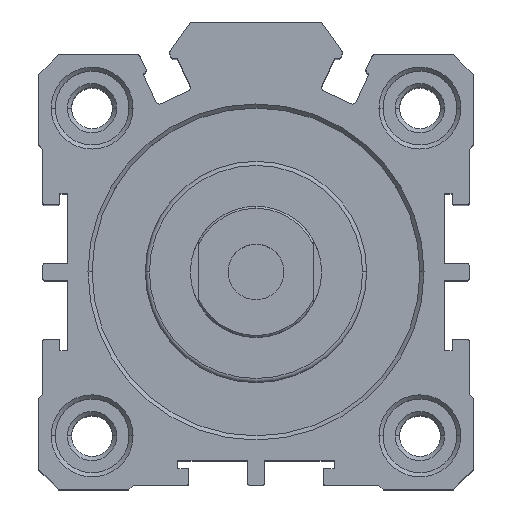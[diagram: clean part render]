
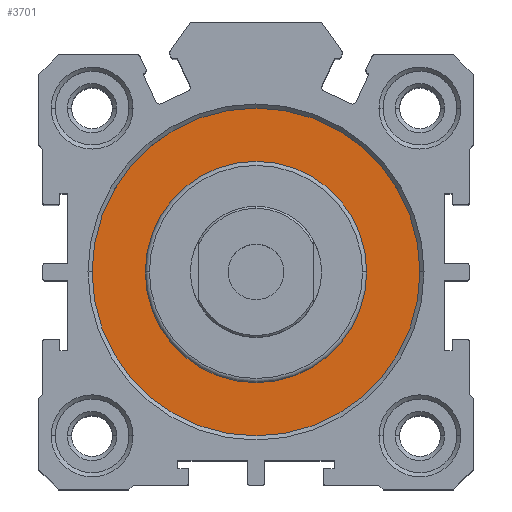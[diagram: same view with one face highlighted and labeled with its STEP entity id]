
A CAD part, top view. The second image highlights one B-rep face of the part: STEP entity #3701.
In plain terms, the highlighted planar face has unit normal (0, 0, 1).
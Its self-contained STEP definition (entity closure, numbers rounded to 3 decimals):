
#89 = CIRCLE ( 'NONE', #4111, 20. ) ;
#109 = DIRECTION ( 'NONE',  ( 0., 0., 1. ) ) ;
#154 = CARTESIAN_POINT ( 'NONE',  ( 20., 0., 26.2 ) ) ;
#281 = DIRECTION ( 'NONE',  ( 0., 0., 1. ) ) ;
#661 = FACE_OUTER_BOUND ( 'NONE', #2452, .T. ) ;
#720 = ORIENTED_EDGE ( 'NONE', *, *, #5035, .T. ) ;
#783 = CARTESIAN_POINT ( 'NONE',  ( -20., 0., 26.2 ) ) ;
#1370 = VERTEX_POINT ( 'NONE', #3423 ) ;
#1508 = VERTEX_POINT ( 'NONE', #7945 ) ;
#2215 = CARTESIAN_POINT ( 'NONE',  ( 0., 0., 26.2 ) ) ;
#2314 = EDGE_CURVE ( 'NONE', #1370, #1508, #5078, .T. ) ;
#2318 = FACE_BOUND ( 'NONE', #5326, .T. ) ;
#2378 = EDGE_CURVE ( 'NONE', #5706, #4053, #4504, .T. ) ;
#2452 = EDGE_LOOP ( 'NONE', ( #720, #6632 ) ) ;
#2553 = CARTESIAN_POINT ( 'NONE',  ( 0., 0., 26.2 ) ) ;
#2739 = CARTESIAN_POINT ( 'NONE',  ( 0., 0., 26.2 ) ) ;
#2766 = DIRECTION ( 'NONE',  ( 0., 0., 1. ) ) ;
#2841 = DIRECTION ( 'NONE',  ( 1., 0., 0. ) ) ;
#2958 = EDGE_CURVE ( 'NONE', #1508, #1370, #7581, .T. ) ;
#3186 = DIRECTION ( 'NONE',  ( 1., 0., 0. ) ) ;
#3206 = ORIENTED_EDGE ( 'NONE', *, *, #2314, .F. ) ;
#3242 = AXIS2_PLACEMENT_3D ( 'NONE', #3821, #109, #4453 ) ;
#3300 = AXIS2_PLACEMENT_3D ( 'NONE', #6497, #2766, #7105 ) ;
#3423 = CARTESIAN_POINT ( 'NONE',  ( 13.5, 0., 26.2 ) ) ;
#3701 = ADVANCED_FACE ( 'NONE', ( #2318, #661 ), #5222, .T. ) ;
#3821 = CARTESIAN_POINT ( 'NONE',  ( 0., 0., 26.2 ) ) ;
#4053 = VERTEX_POINT ( 'NONE', #154 ) ;
#4111 = AXIS2_PLACEMENT_3D ( 'NONE', #2553, #6904, #3186 ) ;
#4453 = DIRECTION ( 'NONE',  ( 1., 0., 0. ) ) ;
#4504 = CIRCLE ( 'NONE', #7049, 20. ) ;
#4622 = DIRECTION ( 'NONE',  ( 1., 0., 0. ) ) ;
#5035 = EDGE_CURVE ( 'NONE', #4053, #5706, #89, .T. ) ;
#5078 = CIRCLE ( 'NONE', #3300, 13.5 ) ;
#5222 = PLANE ( 'NONE',  #6107 ) ;
#5326 = EDGE_LOOP ( 'NONE', ( #7484, #3206 ) ) ;
#5706 = VERTEX_POINT ( 'NONE', #783 ) ;
#6107 = AXIS2_PLACEMENT_3D ( 'NONE', #2739, #281, #4622 ) ;
#6497 = CARTESIAN_POINT ( 'NONE',  ( 0., 0., 26.2 ) ) ;
#6574 = DIRECTION ( 'NONE',  ( 0., 0., 1. ) ) ;
#6632 = ORIENTED_EDGE ( 'NONE', *, *, #2378, .T. ) ;
#6904 = DIRECTION ( 'NONE',  ( 0., 0., 1. ) ) ;
#7049 = AXIS2_PLACEMENT_3D ( 'NONE', #2215, #6574, #2841 ) ;
#7105 = DIRECTION ( 'NONE',  ( 1., 0., 0. ) ) ;
#7484 = ORIENTED_EDGE ( 'NONE', *, *, #2958, .F. ) ;
#7581 = CIRCLE ( 'NONE', #3242, 13.5 ) ;
#7945 = CARTESIAN_POINT ( 'NONE',  ( -13.5, 0., 26.2 ) ) ;
